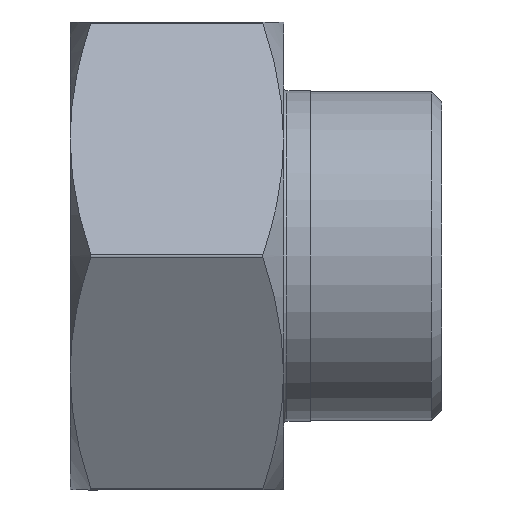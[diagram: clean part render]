
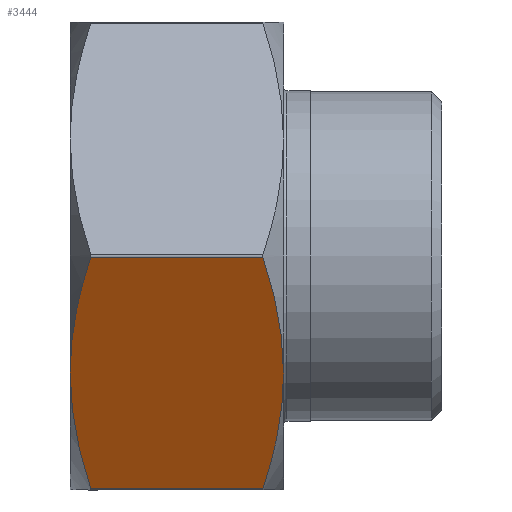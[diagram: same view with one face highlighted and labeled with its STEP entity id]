
A CAD part, front view. The second image highlights one B-rep face of the part: STEP entity #3444.
In plain terms, the highlighted planar face has unit normal (0, -0.866, -0.5).
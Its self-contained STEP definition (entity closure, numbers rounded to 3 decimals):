
#122 = CARTESIAN_POINT ( 'NONE',  ( 2.987, -39.173, -0.15 ) ) ;
#167 = LINE ( 'NONE', #188, #5282 ) ;
#184 = CARTESIAN_POINT ( 'NONE',  ( 0., -29.445, -17. ) ) ;
#188 = CARTESIAN_POINT ( 'NONE',  ( 15.5, -39.173, -0.15 ) ) ;
#191 = CARTESIAN_POINT ( 'NONE',  ( 0., -33.965, -9.171 ) ) ;
#206 = DIRECTION ( 'NONE',  ( 1., 0., 0. ) ) ;
#242 = CARTESIAN_POINT ( 'NONE',  ( 31., -29.445, -17. ) ) ;
#990 = AXIS2_PLACEMENT_3D ( 'NONE', #7210, #7202, #7197 ) ;
#1414 = VECTOR ( 'NONE', #7129, 1000. ) ;
#1753 =( BOUNDED_CURVE ( )  B_SPLINE_CURVE ( 2, ( #122, #191, #184 ),
 .UNSPECIFIED., .F., .T. ) 
 B_SPLINE_CURVE_WITH_KNOTS ( ( 3, 3 ),
 ( 0.804, 2.897 ),
 .UNSPECIFIED. ) 
 CURVE ( )  GEOMETRIC_REPRESENTATION_ITEM ( )  RATIONAL_B_SPLINE_CURVE ( ( 1.029, 1.052, 1. ) ) 
 REPRESENTATION_ITEM ( '' )  );
#3427 = EDGE_CURVE ( 'NONE', #9524, #9569, #8437, .T. ) ;
#3428 = EDGE_CURVE ( 'NONE', #9605, #9531, #8438, .T. ) ;
#3429 = EDGE_CURVE ( 'NONE', #9569, #9599, #8431, .T. ) ;
#3435 = EDGE_CURVE ( 'NONE', #9524, #9531, #7125, .T. ) ;
#3444 = ADVANCED_FACE ( 'NONE', ( #7169 ), #7144, .T. ) ;
#3678 = ORIENTED_EDGE ( 'NONE', *, *, #3427, .T. ) ;
#3699 = ORIENTED_EDGE ( 'NONE', *, *, #5990, .T. ) ;
#4517 = EDGE_LOOP ( 'NONE', ( #9420, #3678, #9411, #4648, #3699, #9414 ) ) ;
#4648 = ORIENTED_EDGE ( 'NONE', *, *, #6100, .F. ) ;
#4842 = CARTESIAN_POINT ( 'NONE',  ( 2.987, -39.173, -0.15 ) ) ;
#4854 = CARTESIAN_POINT ( 'NONE',  ( 28.013, -39.173, -0.15 ) ) ;
#4855 = CARTESIAN_POINT ( 'NONE',  ( 0., -29.445, -17. ) ) ;
#5282 = VECTOR ( 'NONE', #206, 1000. ) ;
#5934 = CARTESIAN_POINT ( 'NONE',  ( 2.987, -19.717, -33.85 ) ) ;
#5940 = CARTESIAN_POINT ( 'NONE',  ( 28.013, -19.717, -33.85 ) ) ;
#5990 = EDGE_CURVE ( 'NONE', #9595, #9605, #1753, .T. ) ;
#6100 = EDGE_CURVE ( 'NONE', #9595, #9599, #167, .T. ) ;
#7044 = CARTESIAN_POINT ( 'NONE',  ( 31., -24.925, -24.829 ) ) ;
#7081 = CARTESIAN_POINT ( 'NONE',  ( 28.013, -19.717, -33.85 ) ) ;
#7109 = CARTESIAN_POINT ( 'NONE',  ( 28.013, -39.173, -0.15 ) ) ;
#7114 = CARTESIAN_POINT ( 'NONE',  ( 31., -29.445, -17. ) ) ;
#7116 = CARTESIAN_POINT ( 'NONE',  ( 2.987, -19.717, -33.85 ) ) ;
#7119 = CARTESIAN_POINT ( 'NONE',  ( 31., -29.445, -17. ) ) ;
#7120 = CARTESIAN_POINT ( 'NONE',  ( 15.5, -19.717, -33.85 ) ) ;
#7121 = CARTESIAN_POINT ( 'NONE',  ( 0., -29.445, -17. ) ) ;
#7125 = LINE ( 'NONE', #7120, #1414 ) ;
#7129 = DIRECTION ( 'NONE',  ( -1., 0., 0. ) ) ;
#7135 = CARTESIAN_POINT ( 'NONE',  ( 31., -33.965, -9.171 ) ) ;
#7136 = CARTESIAN_POINT ( 'NONE',  ( 0., -24.925, -24.829 ) ) ;
#7144 = PLANE ( 'NONE',  #990 ) ;
#7169 = FACE_OUTER_BOUND ( 'NONE', #4517, .T. ) ;
#7197 = DIRECTION ( 'NONE',  ( 0., -0.5, 0.866 ) ) ;
#7202 = DIRECTION ( 'NONE',  ( 0., -0.866, -0.5 ) ) ;
#7210 = CARTESIAN_POINT ( 'NONE',  ( 15.5, -19.63, -34. ) ) ;
#8431 =( BOUNDED_CURVE ( )  B_SPLINE_CURVE ( 2, ( #7119, #7135, #7109 ),
 .UNSPECIFIED., .F., .F. ) 
 B_SPLINE_CURVE_WITH_KNOTS ( ( 3, 3 ),
 ( 2.897, 4.989 ),
 .UNSPECIFIED. ) 
 CURVE ( )  GEOMETRIC_REPRESENTATION_ITEM ( )  RATIONAL_B_SPLINE_CURVE ( ( 1., 1.052, 1.029 ) ) 
 REPRESENTATION_ITEM ( '' )  );
#8437 =( BOUNDED_CURVE ( )  B_SPLINE_CURVE ( 2, ( #7081, #7044, #7114 ),
 .UNSPECIFIED., .F., .T. ) 
 B_SPLINE_CURVE_WITH_KNOTS ( ( 3, 3 ),
 ( 0.804, 2.897 ),
 .UNSPECIFIED. ) 
 CURVE ( )  GEOMETRIC_REPRESENTATION_ITEM ( )  RATIONAL_B_SPLINE_CURVE ( ( 1.029, 1.052, 1. ) ) 
 REPRESENTATION_ITEM ( '' )  );
#8438 =( BOUNDED_CURVE ( )  B_SPLINE_CURVE ( 2, ( #7121, #7136, #7116 ),
 .UNSPECIFIED., .F., .F. ) 
 B_SPLINE_CURVE_WITH_KNOTS ( ( 3, 3 ),
 ( 2.897, 4.989 ),
 .UNSPECIFIED. ) 
 CURVE ( )  GEOMETRIC_REPRESENTATION_ITEM ( )  RATIONAL_B_SPLINE_CURVE ( ( 1., 1.052, 1.029 ) ) 
 REPRESENTATION_ITEM ( '' )  );
#9411 = ORIENTED_EDGE ( 'NONE', *, *, #3429, .T. ) ;
#9414 = ORIENTED_EDGE ( 'NONE', *, *, #3428, .T. ) ;
#9420 = ORIENTED_EDGE ( 'NONE', *, *, #3435, .F. ) ;
#9524 = VERTEX_POINT ( 'NONE', #5940 ) ;
#9531 = VERTEX_POINT ( 'NONE', #5934 ) ;
#9569 = VERTEX_POINT ( 'NONE', #242 ) ;
#9595 = VERTEX_POINT ( 'NONE', #4842 ) ;
#9599 = VERTEX_POINT ( 'NONE', #4854 ) ;
#9605 = VERTEX_POINT ( 'NONE', #4855 ) ;
